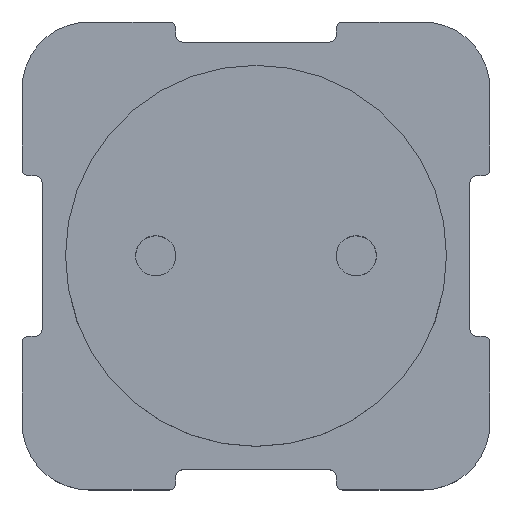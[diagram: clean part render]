
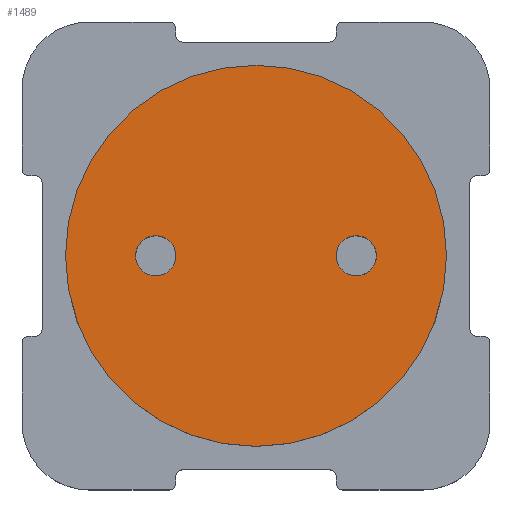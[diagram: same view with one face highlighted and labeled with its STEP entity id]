
A CAD part, top view. The second image highlights one B-rep face of the part: STEP entity #1489.
In plain terms, the highlighted planar face has unit normal (0, 0, 1).
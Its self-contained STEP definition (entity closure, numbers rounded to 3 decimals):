
#45=FACE_BOUND('',#247,.T.);
#46=FACE_BOUND('',#248,.T.);
#82=PLANE('',#1659);
#160=FACE_OUTER_BOUND('',#246,.T.);
#246=EDGE_LOOP('',(#1364));
#247=EDGE_LOOP('',(#1365));
#248=EDGE_LOOP('',(#1366));
#585=CIRCLE('',#1652,1.5);
#587=CIRCLE('',#1655,1.5);
#588=CIRCLE('',#1657,14.25);
#729=VERTEX_POINT('',#2556);
#731=VERTEX_POINT('',#2561);
#732=VERTEX_POINT('',#2564);
#941=EDGE_CURVE('',#729,#729,#585,.T.);
#943=EDGE_CURVE('',#731,#731,#587,.T.);
#944=EDGE_CURVE('',#732,#732,#588,.T.);
#1364=ORIENTED_EDGE('',*,*,#944,.T.);
#1365=ORIENTED_EDGE('',*,*,#941,.T.);
#1366=ORIENTED_EDGE('',*,*,#943,.T.);
#1489=ADVANCED_FACE('',(#160,#45,#46),#82,.T.);
#1652=AXIS2_PLACEMENT_3D('',#2557,#2107,#2108);
#1655=AXIS2_PLACEMENT_3D('',#2562,#2113,#2114);
#1657=AXIS2_PLACEMENT_3D('',#2565,#2117,#2118);
#1659=AXIS2_PLACEMENT_3D('',#2568,#2121,#2122);
#2107=DIRECTION('center_axis',(0.,0.,-1.));
#2108=DIRECTION('ref_axis',(-1.,0.,0.));
#2113=DIRECTION('center_axis',(0.,0.,-1.));
#2114=DIRECTION('ref_axis',(-1.,0.,0.));
#2117=DIRECTION('center_axis',(0.,0.,1.));
#2118=DIRECTION('ref_axis',(-1.,0.,0.));
#2121=DIRECTION('center_axis',(0.,0.,1.));
#2122=DIRECTION('ref_axis',(1.,0.,0.));
#2556=CARTESIAN_POINT('',(1.5,7.5,3.));
#2557=CARTESIAN_POINT('Origin',(0.,7.5,3.));
#2561=CARTESIAN_POINT('',(1.5,-7.5,3.));
#2562=CARTESIAN_POINT('Origin',(0.,-7.5,3.));
#2564=CARTESIAN_POINT('',(14.25,0.,3.));
#2565=CARTESIAN_POINT('Origin',(0.,0.,3.));
#2568=CARTESIAN_POINT('Origin',(0.,0.,3.));
